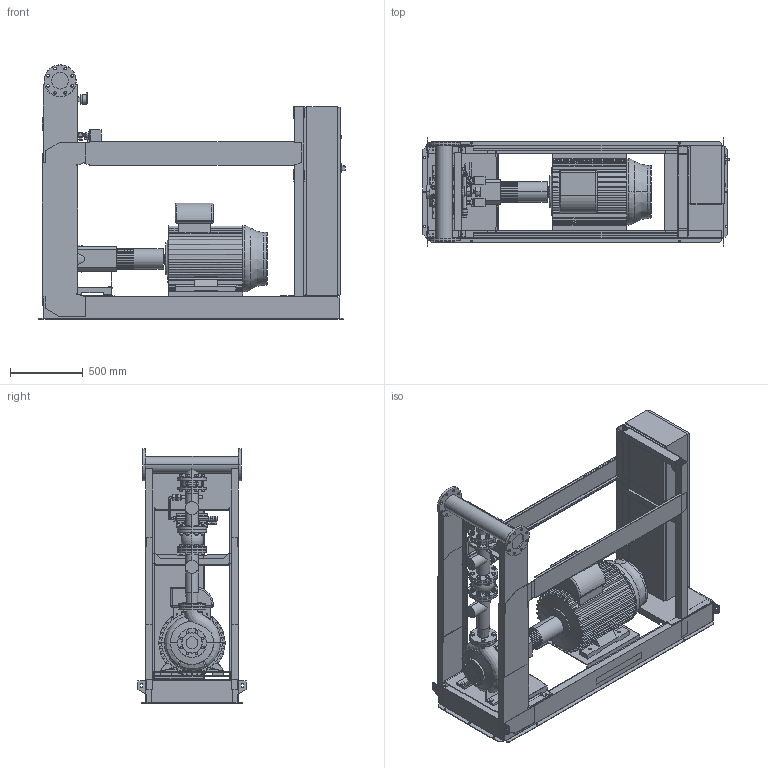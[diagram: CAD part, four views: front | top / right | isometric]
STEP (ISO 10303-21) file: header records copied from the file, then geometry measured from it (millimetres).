
FILE_DESCRIPTION((''),'2;1');
FILE_NAME('3d_Sifire-EN-65_250-252-45E-4183686.stp','2015-05-26T07:18:17',(''),(''),'Mechanical Desktop 2009','Mechanical Desktop 2009',', , ');
FILE_SCHEMA(('CONFIG_CONTROL_DESIGN'));
Length unit declared in the file: millimetre
Products named in the file (1): Product
Bounding box: 2105.5 x 744 x 1750 mm (x, y, z)
Volume: 313250823.5 mm3; surface area: 20901675.1 mm2
Topology: 132 solids, 132 shells, 3254 faces, 7908 edges, 4995 vertices
Faces by surface type: plane 1230, bspline 955, cylinder 615, cone 394, torus 52, sphere 8
Entity records: 104498 total; most frequent: CARTESIAN_POINT 33047, ORIENTED_EDGE 15804, DIRECTION 13484, EDGE_CURVE 7902, VERTEX_POINT 4994, AXIS2_PLACEMENT_3D 4678, VECTOR 4128, LINE 4128
